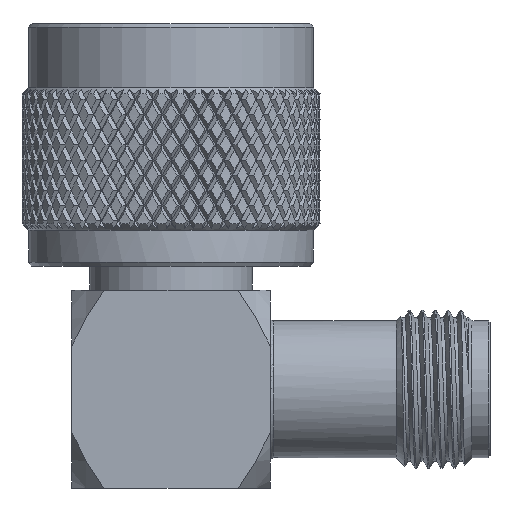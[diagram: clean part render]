
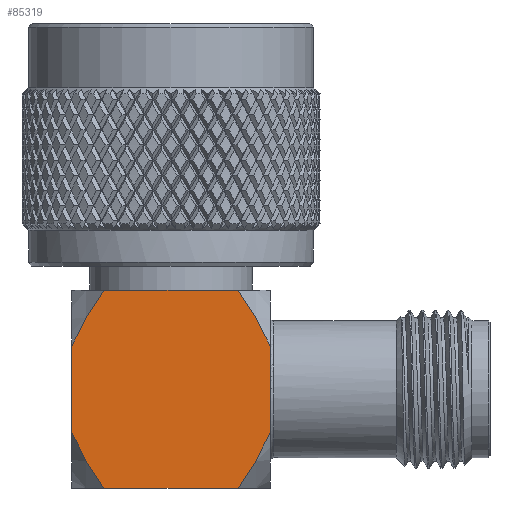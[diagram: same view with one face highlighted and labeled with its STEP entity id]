
A CAD part, front view. The second image highlights one B-rep face of the part: STEP entity #85319.
In plain terms, the highlighted planar face has unit normal (0, -1, 0).
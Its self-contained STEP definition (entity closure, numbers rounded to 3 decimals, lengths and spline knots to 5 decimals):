
#213 = EDGE_CURVE ( 'NONE', #47869, #22680, #69919, .T. ) ;
#1174 = DIRECTION ( 'NONE',  ( 0., 0., -1. ) ) ;
#3842 = CARTESIAN_POINT ( 'NONE',  ( 0.20332, -0.275, 0.25064 ) ) ;
#6252 = FACE_OUTER_BOUND ( 'NONE', #120660, .T. ) ;
#7949 = CARTESIAN_POINT ( 'NONE',  ( -0.20332, -0.275, 0.25064 ) ) ;
#11642 = CARTESIAN_POINT ( 'NONE',  ( 0.275, -0.275, 0.275 ) ) ;
#15414 = CARTESIAN_POINT ( 'NONE',  ( -0.25018, -0.275, 0.17413 ) ) ;
#16153 = EDGE_CURVE ( 'NONE', #49359, #74225, #85681, .T. ) ;
#16361 = EDGE_CURVE ( 'NONE', #74225, #96395, #80639, .T. ) ;
#17810 = VERTEX_POINT ( 'NONE', #18368 ) ;
#18368 = CARTESIAN_POINT ( 'NONE',  ( -0.275, -0.275, 0.1199 ) ) ;
#18709 = CARTESIAN_POINT ( 'NONE',  ( -0.25009, -0.275, -0.17428 ) ) ;
#22367 = DIRECTION ( 'NONE',  ( 0., 1., 0. ) ) ;
#22407 = CARTESIAN_POINT ( 'NONE',  ( 0.18609, -0.275, 0.275 ) ) ;
#22680 = VERTEX_POINT ( 'NONE', #108832 ) ;
#23321 = CARTESIAN_POINT ( 'NONE',  ( 0.18609, -0.275, -0.275 ) ) ;
#23478 = LINE ( 'NONE', #97433, #86036 ) ;
#23668 = CARTESIAN_POINT ( 'NONE',  ( -0.275, -0.275, 0.275 ) ) ;
#23741 = ORIENTED_EDGE ( 'NONE', *, *, #213, .F. ) ;
#24722 = CARTESIAN_POINT ( 'NONE',  ( -0.26391, -0.275, 0.14766 ) ) ;
#24832 = PLANE ( 'NONE',  #105538 ) ;
#25444 = VERTEX_POINT ( 'NONE', #63415 ) ;
#25573 = CARTESIAN_POINT ( 'NONE',  ( -0.20338, -0.275, -0.25055 ) ) ;
#34911 = CARTESIAN_POINT ( 'NONE',  ( 0.21987, -0.275, -0.22566 ) ) ;
#35524 = CARTESIAN_POINT ( 'NONE',  ( 0.275, -0.275, -0.1199 ) ) ;
#36998 = CARTESIAN_POINT ( 'NONE',  ( -0.21987, -0.275, 0.22567 ) ) ;
#41508 = EDGE_CURVE ( 'NONE', #47869, #17810, #92785, .T. ) ;
#41549 = CARTESIAN_POINT ( 'NONE',  ( 0.21987, -0.275, 0.22567 ) ) ;
#42032 = B_SPLINE_CURVE_WITH_KNOTS ( 'NONE', 3,
 ( #22407, #3842, #41549, #71102, #79070, #107499 ),
 .UNSPECIFIED., .F., .F.,
 ( 4, 2, 4 ),
 ( 0.01399, 0.01626, 0.01854 ),
 .UNSPECIFIED. ) ;
#43976 = CARTESIAN_POINT ( 'NONE',  ( -0.275, -0.275, 0.275 ) ) ;
#44109 = CARTESIAN_POINT ( 'NONE',  ( -0.21987, -0.275, -0.22566 ) ) ;
#45895 = ORIENTED_EDGE ( 'NONE', *, *, #119449, .T. ) ;
#47108 = CARTESIAN_POINT ( 'NONE',  ( 0.275, -0.275, 0.1199 ) ) ;
#47869 = VERTEX_POINT ( 'NONE', #50560 ) ;
#49359 = VERTEX_POINT ( 'NONE', #47108 ) ;
#50383 = VECTOR ( 'NONE', #53561, 39.37008 ) ;
#50560 = CARTESIAN_POINT ( 'NONE',  ( -0.18609, -0.275, 0.275 ) ) ;
#53333 = ORIENTED_EDGE ( 'NONE', *, *, #62304, .T. ) ;
#53561 = DIRECTION ( 'NONE',  ( 0., 0., -1. ) ) ;
#57689 = VERTEX_POINT ( 'NONE', #72459 ) ;
#61821 = DIRECTION ( 'NONE',  ( 0., 0., 1. ) ) ;
#62304 = EDGE_CURVE ( 'NONE', #57689, #25444, #70421, .T. ) ;
#63168 = CARTESIAN_POINT ( 'NONE',  ( -0.18609, -0.275, -0.275 ) ) ;
#63226 = VECTOR ( 'NONE', #1174, 39.37008 ) ;
#63415 = CARTESIAN_POINT ( 'NONE',  ( -0.18609, -0.275, -0.275 ) ) ;
#65462 = ORIENTED_EDGE ( 'NONE', *, *, #41508, .T. ) ;
#65579 = EDGE_CURVE ( 'NONE', #22680, #49359, #42032, .T. ) ;
#68191 = ORIENTED_EDGE ( 'NONE', *, *, #16361, .F. ) ;
#69919 = LINE ( 'NONE', #23668, #81234 ) ;
#70421 = B_SPLINE_CURVE_WITH_KNOTS ( 'NONE', 3,
 ( #110048, #103191, #18709, #44109, #25573, #63168 ),
 .UNSPECIFIED., .F., .F.,
 ( 4, 2, 4 ),
 ( 0.0248, 0.02709, 0.02939 ),
 .UNSPECIFIED. ) ;
#71102 = CARTESIAN_POINT ( 'NONE',  ( 0.25018, -0.275, 0.17413 ) ) ;
#72459 = CARTESIAN_POINT ( 'NONE',  ( -0.275, -0.275, -0.1199 ) ) ;
#73690 = CARTESIAN_POINT ( 'NONE',  ( 0.20338, -0.275, -0.25055 ) ) ;
#74225 = VERTEX_POINT ( 'NONE', #95878 ) ;
#74871 = CARTESIAN_POINT ( 'NONE',  ( 0.26384, -0.275, -0.14782 ) ) ;
#74974 = ORIENTED_EDGE ( 'NONE', *, *, #96876, .T. ) ;
#79070 = CARTESIAN_POINT ( 'NONE',  ( 0.26391, -0.275, 0.14766 ) ) ;
#80639 = B_SPLINE_CURVE_WITH_KNOTS ( 'NONE', 3,
 ( #35524, #74871, #101449, #34911, #73690, #120615 ),
 .UNSPECIFIED., .F., .F.,
 ( 4, 2, 4 ),
 ( 0.0248, 0.02709, 0.02939 ),
 .UNSPECIFIED. ) ;
#81234 = VECTOR ( 'NONE', #98861, 39.37008 ) ;
#83086 = LINE ( 'NONE', #120751, #50383 ) ;
#85319 = ADVANCED_FACE ( 'NONE', ( #6252 ), #24832, .F. ) ;
#85681 = LINE ( 'NONE', #11642, #63226 ) ;
#86036 = VECTOR ( 'NONE', #107341, 39.37008 ) ;
#91261 = CARTESIAN_POINT ( 'NONE',  ( -0.18609, -0.275, 0.275 ) ) ;
#92785 = B_SPLINE_CURVE_WITH_KNOTS ( 'NONE', 3,
 ( #91261, #7949, #36998, #15414, #24722, #119070 ),
 .UNSPECIFIED., .F., .F.,
 ( 4, 2, 4 ),
 ( 0.01399, 0.01626, 0.01854 ),
 .UNSPECIFIED. ) ;
#95878 = CARTESIAN_POINT ( 'NONE',  ( 0.275, -0.275, -0.1199 ) ) ;
#96395 = VERTEX_POINT ( 'NONE', #23321 ) ;
#96876 = EDGE_CURVE ( 'NONE', #25444, #96395, #23478, .T. ) ;
#97433 = CARTESIAN_POINT ( 'NONE',  ( -0.275, -0.275, -0.275 ) ) ;
#98861 = DIRECTION ( 'NONE',  ( 1., 0., 0. ) ) ;
#101449 = CARTESIAN_POINT ( 'NONE',  ( 0.25009, -0.275, -0.17428 ) ) ;
#102752 = ORIENTED_EDGE ( 'NONE', *, *, #65579, .F. ) ;
#103191 = CARTESIAN_POINT ( 'NONE',  ( -0.26384, -0.275, -0.14782 ) ) ;
#105538 = AXIS2_PLACEMENT_3D ( 'NONE', #43976, #22367, #61821 ) ;
#107341 = DIRECTION ( 'NONE',  ( 1., 0., 0. ) ) ;
#107499 = CARTESIAN_POINT ( 'NONE',  ( 0.275, -0.275, 0.1199 ) ) ;
#108832 = CARTESIAN_POINT ( 'NONE',  ( 0.18609, -0.275, 0.275 ) ) ;
#110048 = CARTESIAN_POINT ( 'NONE',  ( -0.275, -0.275, -0.1199 ) ) ;
#118081 = ORIENTED_EDGE ( 'NONE', *, *, #16153, .F. ) ;
#119070 = CARTESIAN_POINT ( 'NONE',  ( -0.275, -0.275, 0.1199 ) ) ;
#119449 = EDGE_CURVE ( 'NONE', #17810, #57689, #83086, .T. ) ;
#120615 = CARTESIAN_POINT ( 'NONE',  ( 0.18609, -0.275, -0.275 ) ) ;
#120660 = EDGE_LOOP ( 'NONE', ( #23741, #65462, #45895, #53333, #74974, #68191, #118081, #102752 ) ) ;
#120751 = CARTESIAN_POINT ( 'NONE',  ( -0.275, -0.275, 0.275 ) ) ;
